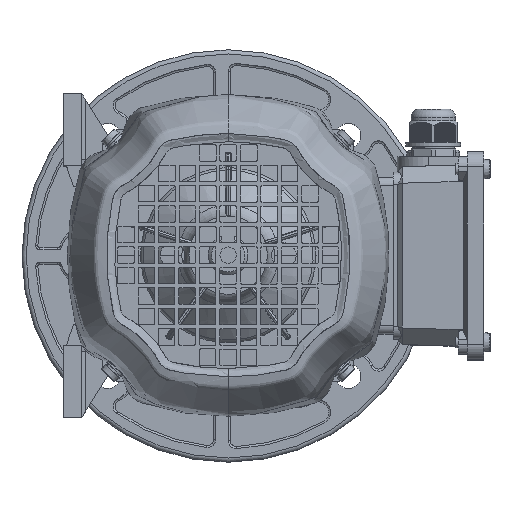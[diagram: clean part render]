
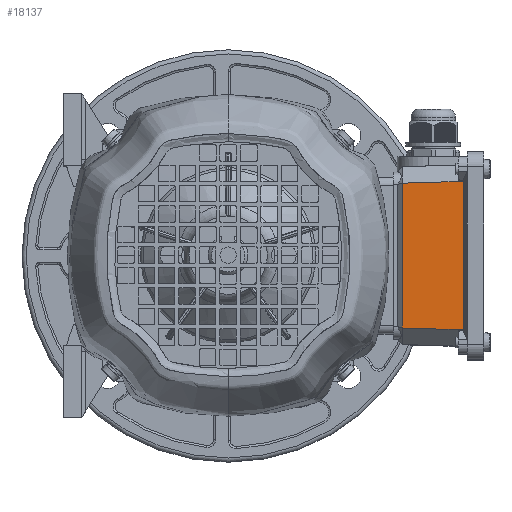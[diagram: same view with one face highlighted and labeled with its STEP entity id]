
A CAD part, top view. The second image highlights one B-rep face of the part: STEP entity #18137.
In plain terms, the highlighted planar face has unit normal (-0.029, 0, 1).
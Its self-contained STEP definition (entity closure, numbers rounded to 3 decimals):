
#3761=FACE_OUTER_BOUND('',#25456,.T.);
#7150=LINE('',#95326,#12690);
#7160=LINE('',#95347,#12700);
#7161=LINE('',#95349,#12701);
#7162=LINE('',#95351,#12702);
#12690=VECTOR('',#76269,1.);
#12700=VECTOR('',#76293,1.);
#12701=VECTOR('',#76294,1.);
#12702=VECTOR('',#76295,1.);
#18137=ADVANCED_FACE('',(#3761),#21860,.F.);
#21860=PLANE('',#69176);
#25456=EDGE_LOOP('',(#30366,#30367,#30368,#30369));
#30366=ORIENTED_EDGE('',*,*,#56535,.F.);
#30367=ORIENTED_EDGE('',*,*,#56546,.T.);
#30368=ORIENTED_EDGE('',*,*,#56547,.T.);
#30369=ORIENTED_EDGE('',*,*,#56548,.T.);
#49820=VERTEX_POINT('',#95325);
#49821=VERTEX_POINT('',#95327);
#49825=VERTEX_POINT('',#95348);
#49826=VERTEX_POINT('',#95350);
#56535=EDGE_CURVE('',#49820,#49821,#7150,.T.);
#56546=EDGE_CURVE('',#49820,#49825,#7160,.T.);
#56547=EDGE_CURVE('',#49825,#49826,#7161,.T.);
#56548=EDGE_CURVE('',#49826,#49821,#7162,.T.);
#69176=AXIS2_PLACEMENT_3D('',#95352,#76296,#76297);
#76269=DIRECTION('',(0.,-1.,0.));
#76293=DIRECTION('',(-0.999,-0.029,-0.029));
#76294=DIRECTION('',(0.,-1.,0.));
#76295=DIRECTION('',(0.999,-0.029,0.029));
#76296=DIRECTION('',(0.029,0.,-1.));
#76297=DIRECTION('',(0.,1.,0.));
#95325=CARTESIAN_POINT('',(114.,35.997,96.));
#95326=CARTESIAN_POINT('',(114.,0.,96.));
#95327=CARTESIAN_POINT('',(114.,-35.997,96.));
#95347=CARTESIAN_POINT('',(112.943,35.965,95.969));
#95348=CARTESIAN_POINT('',(84.5,35.129,95.132));
#95349=CARTESIAN_POINT('',(84.5,0.,95.132));
#95350=CARTESIAN_POINT('',(84.5,-35.129,95.132));
#95351=CARTESIAN_POINT('',(112.943,-35.965,95.969));
#95352=CARTESIAN_POINT('',(114.,0.,96.));
